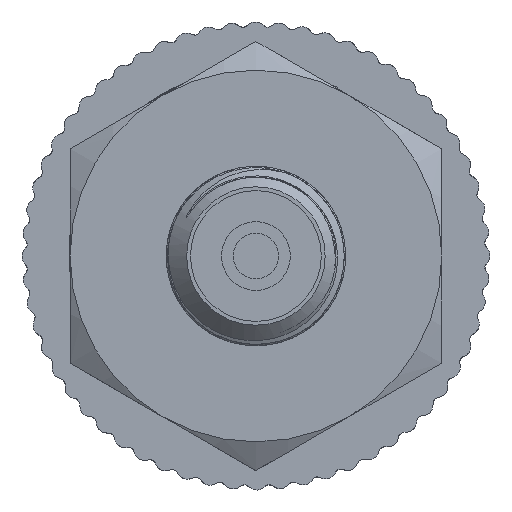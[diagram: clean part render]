
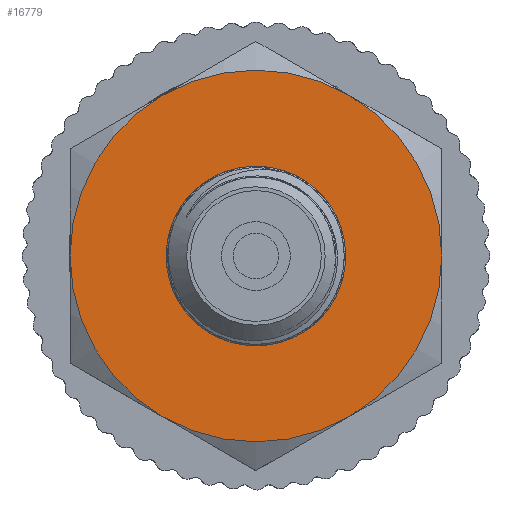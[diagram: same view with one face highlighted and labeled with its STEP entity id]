
A CAD part, left-side view. The second image highlights one B-rep face of the part: STEP entity #16779.
In plain terms, the highlighted face is planar.
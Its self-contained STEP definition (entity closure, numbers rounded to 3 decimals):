
#205=FACE_BOUND('',#2802,.T.);
#896=PLANE('',#17676);
#1842=FACE_OUTER_BOUND('',#2801,.T.);
#2801=EDGE_LOOP('',(#15699));
#2802=EDGE_LOOP('',(#15700));
#3168=CIRCLE('',#17675,13.5);
#3169=CIRCLE('',#17677,6.5);
#8158=VERTEX_POINT('',#64403);
#8159=VERTEX_POINT('',#64407);
#10676=EDGE_CURVE('',#8158,#8158,#3168,.T.);
#10678=EDGE_CURVE('',#8159,#8159,#3169,.T.);
#15699=ORIENTED_EDGE('',*,*,#10676,.T.);
#15700=ORIENTED_EDGE('',*,*,#10678,.F.);
#16779=ADVANCED_FACE('',(#1842,#205),#896,.T.);
#17675=AXIS2_PLACEMENT_3D('',#64404,#20495,#20496);
#17676=AXIS2_PLACEMENT_3D('',#64406,#20498,#20499);
#17677=AXIS2_PLACEMENT_3D('',#64408,#20500,#20501);
#20495=DIRECTION('center_axis',(1.,0.,0.));
#20496=DIRECTION('ref_axis',(0.,0.,-1.));
#20498=DIRECTION('center_axis',(1.,0.,0.));
#20499=DIRECTION('ref_axis',(0.,0.,-1.));
#20500=DIRECTION('center_axis',(1.,0.,0.));
#20501=DIRECTION('ref_axis',(0.,0.,-1.));
#64403=CARTESIAN_POINT('',(-11.,-13.5,0.));
#64404=CARTESIAN_POINT('Origin',(-11.,0.,0.));
#64406=CARTESIAN_POINT('Origin',(-11.,6.5,0.));
#64407=CARTESIAN_POINT('',(-11.,0.,6.5));
#64408=CARTESIAN_POINT('Origin',(-11.,0.,0.));
